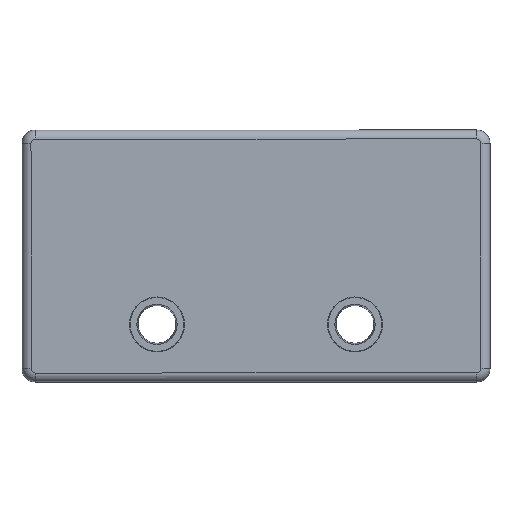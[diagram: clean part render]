
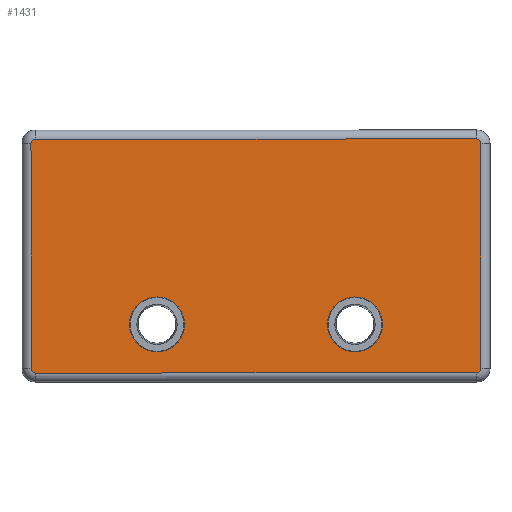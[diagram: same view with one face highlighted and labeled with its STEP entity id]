
A CAD part, front view. The second image highlights one B-rep face of the part: STEP entity #1431.
In plain terms, the highlighted face is planar.
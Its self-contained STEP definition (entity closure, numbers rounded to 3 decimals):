
#6 = CARTESIAN_POINT ( 'NONE',  ( 37., 1.5, -24.65 ) ) ;
#18 = CARTESIAN_POINT ( 'NONE',  ( 50.5, 1.5, -27. ) ) ;
#19 = CARTESIAN_POINT ( 'NONE',  ( 51., 1.5, -26.5 ) ) ;
#20 = CARTESIAN_POINT ( 'NONE',  ( 51., 1.5, -1.5 ) ) ;
#21 = DIRECTION ( 'NONE',  ( 0., 0., -1. ) ) ;
#22 = VECTOR ( 'NONE', #21, 1000. ) ;
#23 = CARTESIAN_POINT ( 'NONE',  ( 51., 1.5, -26.5 ) ) ;
#24 = LINE ( 'NONE', #23, #22 ) ;
#31 = DIRECTION ( 'NONE',  ( 0., 0., 1. ) ) ;
#32 = DIRECTION ( 'NONE',  ( 0., 1., 0. ) ) ;
#33 = CARTESIAN_POINT ( 'NONE',  ( 1.5, 1.5, -26.5 ) ) ;
#34 = AXIS2_PLACEMENT_3D ( 'NONE', #33, #32, #31 ) ;
#35 = PLANE ( 'NONE',  #34 ) ;
#36 = FACE_BOUND ( 'NONE', #1385, .T. ) ;
#37 = FACE_BOUND ( 'NONE', #1381, .T. ) ;
#38 = FACE_OUTER_BOUND ( 'NONE', #1429, .T. ) ;
#76 = DIRECTION ( 'NONE',  ( 0., 0., -1. ) ) ;
#77 = DIRECTION ( 'NONE',  ( 0., 1., 0. ) ) ;
#78 = CARTESIAN_POINT ( 'NONE',  ( 37., 1.5, -21.6 ) ) ;
#79 = AXIS2_PLACEMENT_3D ( 'NONE', #78, #77, #76 ) ;
#80 = CIRCLE ( 'NONE', #79, 3.05 ) ;
#111 = CARTESIAN_POINT ( 'NONE',  ( 15., 1.5, -18.55 ) ) ;
#127 = DIRECTION ( 'NONE',  ( 0., 0., -1. ) ) ;
#128 = DIRECTION ( 'NONE',  ( 0., 1., 0. ) ) ;
#129 = CARTESIAN_POINT ( 'NONE',  ( 37., 1.5, -21.6 ) ) ;
#130 = AXIS2_PLACEMENT_3D ( 'NONE', #129, #128, #127 ) ;
#131 = CIRCLE ( 'NONE', #130, 3.05 ) ;
#186 = CARTESIAN_POINT ( 'NONE',  ( 37., 1.5, -18.55 ) ) ;
#1365 = ORIENTED_EDGE ( 'NONE', *, *, #1366, .T. ) ;
#1366 = EDGE_CURVE ( 'NONE', #1397, #1367, #3492, .T. ) ;
#1367 = VERTEX_POINT ( 'NONE', #3488 ) ;
#1368 = VERTEX_POINT ( 'NONE', #3487 ) ;
#1369 = ORIENTED_EDGE ( 'NONE', *, *, #1370, .T. ) ;
#1370 = EDGE_CURVE ( 'NONE', #1367, #1368, #3486, .T. ) ;
#1371 = ORIENTED_EDGE ( 'NONE', *, *, #1386, .T. ) ;
#1377 = ORIENTED_EDGE ( 'NONE', *, *, #1378, .T. ) ;
#1378 = EDGE_CURVE ( 'NONE', #1396, #1397, #3471, .T. ) ;
#1379 = ORIENTED_EDGE ( 'NONE', *, *, #1380, .T. ) ;
#1380 = EDGE_CURVE ( 'NONE', #1393, #1395, #3527, .T. ) ;
#1381 = EDGE_LOOP ( 'NONE', ( #1382, #1383 ) ) ;
#1382 = ORIENTED_EDGE ( 'NONE', *, *, #1411, .F. ) ;
#1383 = ORIENTED_EDGE ( 'NONE', *, *, #1384, .F. ) ;
#1384 = EDGE_CURVE ( 'NONE', #1466, #1412, #3522, .T. ) ;
#1385 = EDGE_LOOP ( 'NONE', ( #1442, #1443 ) ) ;
#1386 = EDGE_CURVE ( 'NONE', #1368, #1387, #3517, .T. ) ;
#1387 = VERTEX_POINT ( 'NONE', #3513 ) ;
#1388 = ORIENTED_EDGE ( 'NONE', *, *, #1389, .T. ) ;
#1389 = EDGE_CURVE ( 'NONE', #1387, #1390, #3512, .T. ) ;
#1390 = VERTEX_POINT ( 'NONE', #3507 ) ;
#1391 = ORIENTED_EDGE ( 'NONE', *, *, #1392, .T. ) ;
#1392 = EDGE_CURVE ( 'NONE', #1390, #1393, #3506, .T. ) ;
#1393 = VERTEX_POINT ( 'NONE', #3502 ) ;
#1394 = EDGE_CURVE ( 'NONE', #1395, #1396, #24, .T. ) ;
#1395 = VERTEX_POINT ( 'NONE', #20 ) ;
#1396 = VERTEX_POINT ( 'NONE', #19 ) ;
#1397 = VERTEX_POINT ( 'NONE', #18 ) ;
#1406 = VERTEX_POINT ( 'NONE', #6 ) ;
#1411 = EDGE_CURVE ( 'NONE', #1412, #1466, #3541, .T. ) ;
#1412 = VERTEX_POINT ( 'NONE', #3536 ) ;
#1429 = EDGE_LOOP ( 'NONE', ( #1432, #1377, #1365, #1369, #1371, #1388, #1391, #1379 ) ) ;
#1431 = ADVANCED_FACE ( 'NONE', ( #38, #37, #36 ), #35, .T. ) ;
#1432 = ORIENTED_EDGE ( 'NONE', *, *, #1394, .T. ) ;
#1442 = ORIENTED_EDGE ( 'NONE', *, *, #1482, .F. ) ;
#1443 = ORIENTED_EDGE ( 'NONE', *, *, #1444, .F. ) ;
#1444 = EDGE_CURVE ( 'NONE', #1483, #1406, #80, .T. ) ;
#1466 = VERTEX_POINT ( 'NONE', #111 ) ;
#1482 = EDGE_CURVE ( 'NONE', #1406, #1483, #131, .T. ) ;
#1483 = VERTEX_POINT ( 'NONE', #186 ) ;
#3471 = CIRCLE ( 'NONE', #3531, 0.5 ) ;
#3482 = DIRECTION ( 'NONE',  ( 0., 0., 1. ) ) ;
#3483 = DIRECTION ( 'NONE',  ( 0., 1., 0. ) ) ;
#3484 = CARTESIAN_POINT ( 'NONE',  ( 1.5, 1.5, -26.5 ) ) ;
#3485 = AXIS2_PLACEMENT_3D ( 'NONE', #3484, #3483, #3482 ) ;
#3486 = CIRCLE ( 'NONE', #3485, 0.5 ) ;
#3487 = CARTESIAN_POINT ( 'NONE',  ( 1., 1.5, -26.5 ) ) ;
#3488 = CARTESIAN_POINT ( 'NONE',  ( 1.5, 1.5, -27. ) ) ;
#3489 = DIRECTION ( 'NONE',  ( -1., 0., 0. ) ) ;
#3490 = VECTOR ( 'NONE', #3489, 1000. ) ;
#3491 = CARTESIAN_POINT ( 'NONE',  ( 1.5, 1.5, -27. ) ) ;
#3492 = LINE ( 'NONE', #3491, #3490 ) ;
#3502 = CARTESIAN_POINT ( 'NONE',  ( 50.5, 1.5, -1. ) ) ;
#3503 = DIRECTION ( 'NONE',  ( 1., 0., 0. ) ) ;
#3504 = VECTOR ( 'NONE', #3503, 1000. ) ;
#3505 = CARTESIAN_POINT ( 'NONE',  ( 50.5, 1.5, -1. ) ) ;
#3506 = LINE ( 'NONE', #3505, #3504 ) ;
#3507 = CARTESIAN_POINT ( 'NONE',  ( 1.5, 1.5, -1. ) ) ;
#3508 = DIRECTION ( 'NONE',  ( 0., 0., 1. ) ) ;
#3509 = DIRECTION ( 'NONE',  ( 0., 1., 0. ) ) ;
#3510 = CARTESIAN_POINT ( 'NONE',  ( 1.5, 1.5, -1.5 ) ) ;
#3511 = AXIS2_PLACEMENT_3D ( 'NONE', #3510, #3509, #3508 ) ;
#3512 = CIRCLE ( 'NONE', #3511, 0.5 ) ;
#3513 = CARTESIAN_POINT ( 'NONE',  ( 1., 1.5, -1.5 ) ) ;
#3514 = DIRECTION ( 'NONE',  ( 0., 0., 1. ) ) ;
#3515 = VECTOR ( 'NONE', #3514, 1000. ) ;
#3516 = CARTESIAN_POINT ( 'NONE',  ( 1., 1.5, -1.5 ) ) ;
#3517 = LINE ( 'NONE', #3516, #3515 ) ;
#3518 = DIRECTION ( 'NONE',  ( 0., 0., 1. ) ) ;
#3519 = DIRECTION ( 'NONE',  ( 0., 1., 0. ) ) ;
#3520 = CARTESIAN_POINT ( 'NONE',  ( 15., 1.5, -21.6 ) ) ;
#3521 = AXIS2_PLACEMENT_3D ( 'NONE', #3520, #3519, #3518 ) ;
#3522 = CIRCLE ( 'NONE', #3521, 3.05 ) ;
#3523 = DIRECTION ( 'NONE',  ( 0., 0., 1. ) ) ;
#3524 = DIRECTION ( 'NONE',  ( 0., 1., 0. ) ) ;
#3525 = CARTESIAN_POINT ( 'NONE',  ( 50.5, 1.5, -1.5 ) ) ;
#3526 = AXIS2_PLACEMENT_3D ( 'NONE', #3525, #3524, #3523 ) ;
#3527 = CIRCLE ( 'NONE', #3526, 0.5 ) ;
#3528 = DIRECTION ( 'NONE',  ( 0., 0., 1. ) ) ;
#3529 = DIRECTION ( 'NONE',  ( 0., 1., 0. ) ) ;
#3530 = CARTESIAN_POINT ( 'NONE',  ( 50.5, 1.5, -26.5 ) ) ;
#3531 = AXIS2_PLACEMENT_3D ( 'NONE', #3530, #3529, #3528 ) ;
#3536 = CARTESIAN_POINT ( 'NONE',  ( 15., 1.5, -24.65 ) ) ;
#3537 = DIRECTION ( 'NONE',  ( 0., 0., 1. ) ) ;
#3538 = DIRECTION ( 'NONE',  ( 0., 1., 0. ) ) ;
#3539 = CARTESIAN_POINT ( 'NONE',  ( 15., 1.5, -21.6 ) ) ;
#3540 = AXIS2_PLACEMENT_3D ( 'NONE', #3539, #3538, #3537 ) ;
#3541 = CIRCLE ( 'NONE', #3540, 3.05 ) ;
